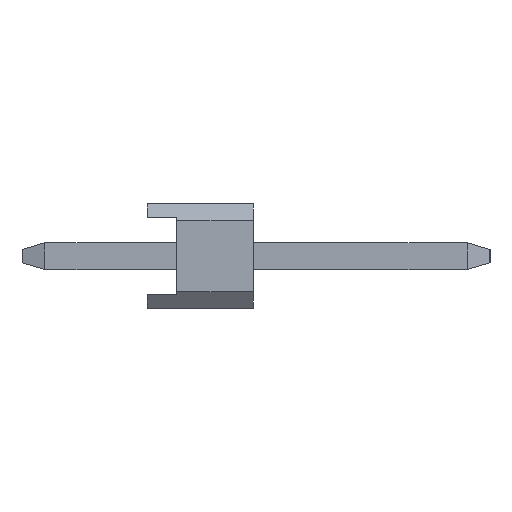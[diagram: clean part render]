
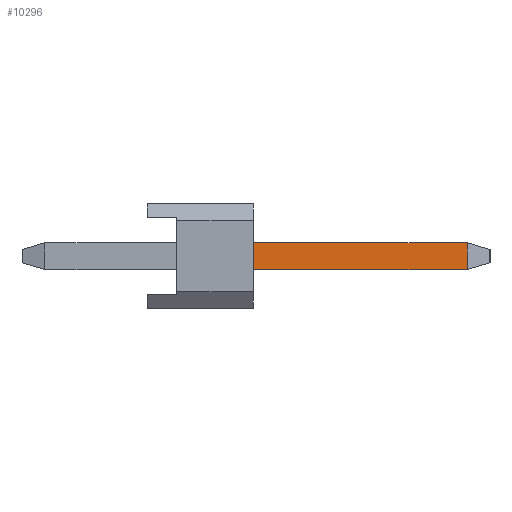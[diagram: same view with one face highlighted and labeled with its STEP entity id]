
A CAD part, left-side view. The second image highlights one B-rep face of the part: STEP entity #10296.
In plain terms, the highlighted planar face has unit normal (-1, 0, 0).
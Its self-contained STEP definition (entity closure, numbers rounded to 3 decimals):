
#3726=EDGE_CURVE('',#5512,#8552,#11116,.T.);
#3834=VERTEX_POINT('',#11229);
#4556=EDGE_CURVE('',#8552,#3834,#12024,.T.);
#4688=VERTEX_POINT('',#12168);
#4888=EDGE_CURVE('',#3834,#4688,#12389,.T.);
#5512=VERTEX_POINT('',#13062);
#8552=VERTEX_POINT('',#16425);
#8566=EDGE_CURVE('',#4688,#5512,#16439,.T.);
#10296=ADVANCED_FACE('',(#18374),#18375,.T.);
#11116=LINE('',#19278,#19279);
#11229=CARTESIAN_POINT('',(-29.53,-2.54,-0.32));
#12024=LINE('',#20588,#20589);
#12168=CARTESIAN_POINT('',(-29.53,-2.54,0.32));
#12389=LINE('',#21113,#21114);
#13062=CARTESIAN_POINT('',(-29.53,-7.654,0.32));
#16425=CARTESIAN_POINT('',(-29.53,-7.654,-0.32));
#16439=LINE('',#26991,#26992);
#18374=FACE_OUTER_BOUND('',#29761,.T.);
#18375=PLANE('',#29762);
#19278=CARTESIAN_POINT('',(-29.53,-7.654,0.5));
#19279=VECTOR('',#31039,1.0);
#20588=CARTESIAN_POINT('',(-29.53,2.454,-0.32));
#20589=VECTOR('',#31886,1.0);
#21113=CARTESIAN_POINT('',(-29.53,-2.54,0.252));
#21114=VECTOR('',#32238,1.0);
#26991=CARTESIAN_POINT('',(-29.53,-2.6,0.32));
#26992=VECTOR('',#36302,1.0);
#29761=EDGE_LOOP('',(#38499,#38500,#38501,#38502));
#29762=AXIS2_PLACEMENT_3D('',#38503,#38504,#38505);
#31039=DIRECTION('',(0.0,0.,-1.0));
#31886=DIRECTION('',(0.,1.0,0.));
#32238=DIRECTION('',(0.,0.,1.0));
#36302=DIRECTION('',(0.,-1.0,0.));
#38499=ORIENTED_EDGE('',*,*,#4888,.F.);
#38500=ORIENTED_EDGE('',*,*,#4556,.F.);
#38501=ORIENTED_EDGE('',*,*,#3726,.F.);
#38502=ORIENTED_EDGE('',*,*,#8566,.F.);
#38503=CARTESIAN_POINT('',(-29.53,2.454,0.5));
#38504=DIRECTION('',(-1.0,0.,0.));
#38505=DIRECTION('',(0.,1.0,0.));
